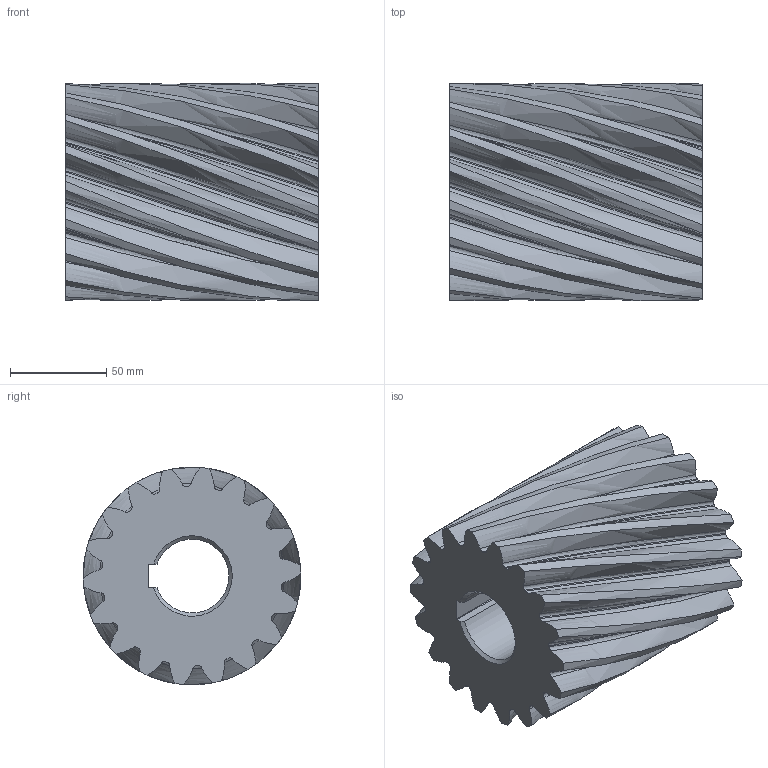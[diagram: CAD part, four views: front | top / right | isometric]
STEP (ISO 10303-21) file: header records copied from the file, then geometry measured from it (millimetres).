
FILE_DESCRIPTION(('FreeCAD Model'),'2;1');
FILE_NAME('Open CASCADE Shape Model','2025-05-09T18:46:44',('FreeCAD'),( 'FreeCAD'),'Open CASCADE STEP processor 7.6','FreeCAD','Unknown');
FILE_SCHEMA(('AUTOMOTIVE_DESIGN { 1 0 10303 214 1 1 1 1 }'));
Products named in the file (1): Open CASCADE STEP translator 7.6 1
Bounding box: 131.38 x 113.13 x 113.11 mm (x, y, z)
Volume: 965180.5 mm3; surface area: 104317.4 mm2
Topology: 1 solids, 1 shells, 117 faces, 345 edges, 230 vertices
Faces by surface type: bspline 117
Entity records: 53756 total; most frequent: CARTESIAN_POINT 51776, ORIENTED_EDGE 690, EDGE_CURVE 345, B_SPLINE_CURVE_WITH_KNOTS 266, VERTEX_POINT 230, FACE_BOUND 119, EDGE_LOOP 119, ADVANCED_FACE 117
